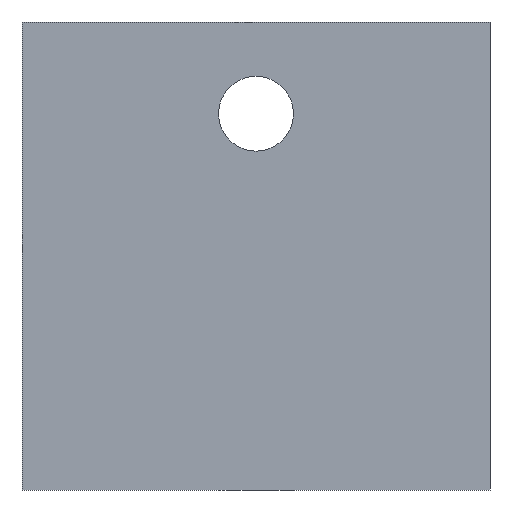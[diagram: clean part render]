
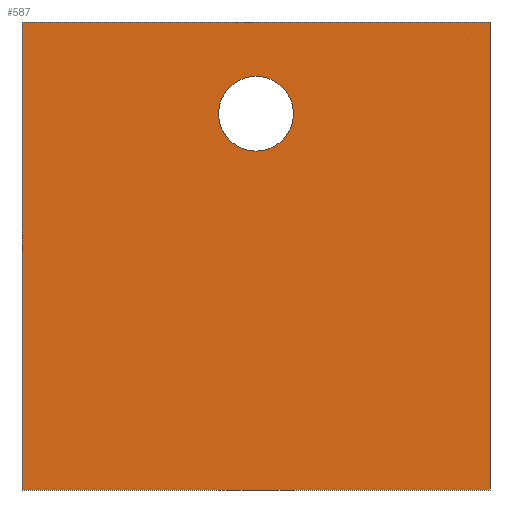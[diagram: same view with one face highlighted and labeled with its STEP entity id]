
A CAD part, front view. The second image highlights one B-rep face of the part: STEP entity #587.
In plain terms, the highlighted planar face has unit normal (0, -1, 0).
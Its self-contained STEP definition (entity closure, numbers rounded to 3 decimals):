
#40 = CARTESIAN_POINT ( 'NONE',  ( 25., 0., 0. ) ) ;
#41 = VERTEX_POINT ( 'NONE', #605 ) ;
#57 = CARTESIAN_POINT ( 'NONE',  ( 0., 0., 40.2 ) ) ;
#72 = AXIS2_PLACEMENT_3D ( 'NONE', #816, #200, #1000 ) ;
#80 = EDGE_CURVE ( 'NONE', #241, #590, #965, .T. ) ;
#145 = DIRECTION ( 'NONE',  ( 0., 0., -1. ) ) ;
#155 = CARTESIAN_POINT ( 'NONE',  ( 25., 0., 0. ) ) ;
#164 = CARTESIAN_POINT ( 'NONE',  ( 25., 0., 50. ) ) ;
#181 = CIRCLE ( 'NONE', #72, 4. ) ;
#189 = CARTESIAN_POINT ( 'NONE',  ( 25., 0., 0. ) ) ;
#200 = DIRECTION ( 'NONE',  ( 0., -1., 0. ) ) ;
#205 = CARTESIAN_POINT ( 'NONE',  ( 25., 0., 50. ) ) ;
#217 = FACE_OUTER_BOUND ( 'NONE', #252, .T. ) ;
#241 = VERTEX_POINT ( 'NONE', #205 ) ;
#242 = DIRECTION ( 'NONE',  ( 0., -1., 0. ) ) ;
#252 = EDGE_LOOP ( 'NONE', ( #910, #1141, #691, #457 ) ) ;
#254 = CARTESIAN_POINT ( 'NONE',  ( 0., 0., 36.2 ) ) ;
#261 = LINE ( 'NONE', #164, #445 ) ;
#288 = CARTESIAN_POINT ( 'NONE',  ( -25., 0., 0. ) ) ;
#350 = VECTOR ( 'NONE', #922, 1000. ) ;
#383 = LINE ( 'NONE', #189, #350 ) ;
#398 = DIRECTION ( 'NONE',  ( 0., 0., 1. ) ) ;
#401 = VERTEX_POINT ( 'NONE', #743 ) ;
#445 = VECTOR ( 'NONE', #805, 1000. ) ;
#457 = ORIENTED_EDGE ( 'NONE', *, *, #774, .T. ) ;
#472 = EDGE_CURVE ( 'NONE', #401, #41, #663, .T. ) ;
#524 = EDGE_CURVE ( 'NONE', #590, #41, #383, .T. ) ;
#550 = EDGE_CURVE ( 'NONE', #876, #660, #955, .T. ) ;
#556 = VECTOR ( 'NONE', #145, 1000. ) ;
#574 = CARTESIAN_POINT ( 'NONE',  ( 25., 0., 0. ) ) ;
#587 = ADVANCED_FACE ( 'NONE', ( #940, #217 ), #1033, .F. ) ;
#590 = VERTEX_POINT ( 'NONE', #40 ) ;
#605 = CARTESIAN_POINT ( 'NONE',  ( -25., 0., 0. ) ) ;
#611 = ORIENTED_EDGE ( 'NONE', *, *, #550, .F. ) ;
#645 = ORIENTED_EDGE ( 'NONE', *, *, #904, .F. ) ;
#660 = VERTEX_POINT ( 'NONE', #254 ) ;
#663 = LINE ( 'NONE', #288, #729 ) ;
#668 = EDGE_LOOP ( 'NONE', ( #611, #645 ) ) ;
#691 = ORIENTED_EDGE ( 'NONE', *, *, #80, .F. ) ;
#729 = VECTOR ( 'NONE', #845, 1000. ) ;
#743 = CARTESIAN_POINT ( 'NONE',  ( -25., 0., 50. ) ) ;
#774 = EDGE_CURVE ( 'NONE', #241, #401, #261, .T. ) ;
#783 = DIRECTION ( 'NONE',  ( 0., 1., 0. ) ) ;
#805 = DIRECTION ( 'NONE',  ( -1., 0., 0. ) ) ;
#816 = CARTESIAN_POINT ( 'NONE',  ( 0., 0., 40.2 ) ) ;
#845 = DIRECTION ( 'NONE',  ( 0., 0., -1. ) ) ;
#861 = DIRECTION ( 'NONE',  ( 0., 0., 1. ) ) ;
#876 = VERTEX_POINT ( 'NONE', #921 ) ;
#904 = EDGE_CURVE ( 'NONE', #660, #876, #181, .T. ) ;
#910 = ORIENTED_EDGE ( 'NONE', *, *, #472, .T. ) ;
#921 = CARTESIAN_POINT ( 'NONE',  ( 0., 0., 44.2 ) ) ;
#922 = DIRECTION ( 'NONE',  ( -1., 0., 0. ) ) ;
#940 = FACE_BOUND ( 'NONE', #668, .T. ) ;
#955 = CIRCLE ( 'NONE', #990, 4. ) ;
#965 = LINE ( 'NONE', #155, #556 ) ;
#990 = AXIS2_PLACEMENT_3D ( 'NONE', #57, #242, #861 ) ;
#1000 = DIRECTION ( 'NONE',  ( 0., 0., 1. ) ) ;
#1033 = PLANE ( 'NONE',  #1077 ) ;
#1077 = AXIS2_PLACEMENT_3D ( 'NONE', #574, #783, #398 ) ;
#1141 = ORIENTED_EDGE ( 'NONE', *, *, #524, .F. ) ;
